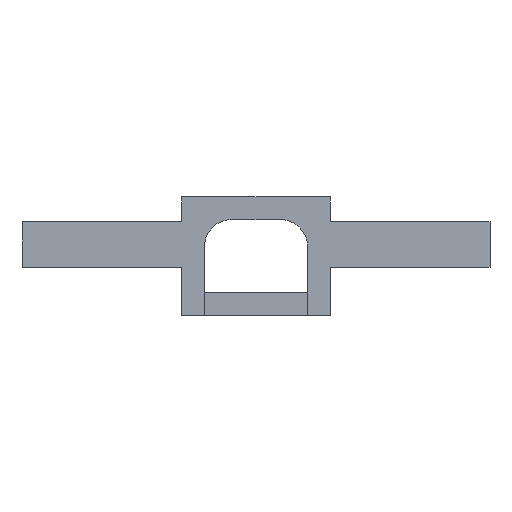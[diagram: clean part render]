
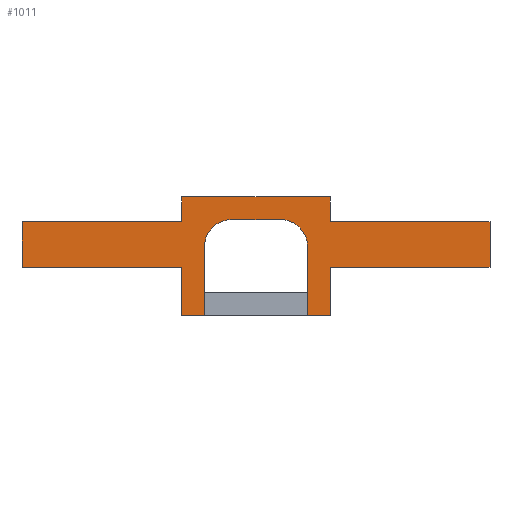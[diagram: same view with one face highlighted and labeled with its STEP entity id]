
A CAD part, top view. The second image highlights one B-rep face of the part: STEP entity #1011.
In plain terms, the highlighted planar face has unit normal (0, 0, 1).
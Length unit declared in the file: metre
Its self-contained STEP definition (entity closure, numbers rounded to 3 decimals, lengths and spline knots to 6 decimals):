
#8 = CARTESIAN_POINT('NONE', (0.27305, 0.809784, 0.127));
#9 = VERTEX_POINT('NONE', #8);
#10 = CARTESIAN_POINT('NONE', (0, 0.809784, 0.127));
#11 = VERTEX_POINT('NONE', #10);
#14 = CARTESIAN_POINT('NONE', (0.574834, 0.508, 0.127));
#15 = VERTEX_POINT('NONE', #14);
#18 = CARTESIAN_POINT('NONE', (0.574834, -0.254, 0.127));
#19 = VERTEX_POINT('NONE', #18);
#22 = CARTESIAN_POINT('NONE', (0.828834, -0.254, 0.127));
#23 = VERTEX_POINT('NONE', #22);
#26 = CARTESIAN_POINT('NONE', (0.828834, 0.277892, 0.127));
#27 = VERTEX_POINT('NONE', #26);
#30 = CARTESIAN_POINT('NONE', (2.606834, 0.277892, 0.127));
#31 = VERTEX_POINT('NONE', #30);
#34 = CARTESIAN_POINT('NONE', (2.606834, 0.785892, 0.127));
#35 = VERTEX_POINT('NONE', #34);
#38 = CARTESIAN_POINT('NONE', (0.828834, 0.785892, 0.127));
#39 = VERTEX_POINT('NONE', #38);
#42 = CARTESIAN_POINT('NONE', (0.828834, 1.063784, 0.127));
#43 = VERTEX_POINT('NONE', #42);
#46 = CARTESIAN_POINT('NONE', (-0.828834, 1.063784, 0.127));
#47 = VERTEX_POINT('NONE', #46);
#50 = CARTESIAN_POINT('NONE', (-0.828834, 0.785892, 0.127));
#51 = VERTEX_POINT('NONE', #50);
#54 = CARTESIAN_POINT('NONE', (-2.606834, 0.785892, 0.127));
#55 = VERTEX_POINT('NONE', #54);
#58 = CARTESIAN_POINT('NONE', (-2.606834, 0.277892, 0.127));
#59 = VERTEX_POINT('NONE', #58);
#62 = CARTESIAN_POINT('NONE', (-0.828834, 0.277892, 0.127));
#63 = VERTEX_POINT('NONE', #62);
#66 = CARTESIAN_POINT('NONE', (-0.828834, -0.254, 0.127));
#67 = VERTEX_POINT('NONE', #66);
#70 = CARTESIAN_POINT('NONE', (-0.574834, -0.254, 0.127));
#71 = VERTEX_POINT('NONE', #70);
#74 = CARTESIAN_POINT('NONE', (-0.574834, 0.508, 0.127));
#75 = VERTEX_POINT('NONE', #74);
#78 = CARTESIAN_POINT('NONE', (-0.27305, 0.809784, 0.127));
#79 = VERTEX_POINT('NONE', #78);
#136 = DIRECTION('NONE', (1, 0, 0));
#137 = VECTOR('NONE', #136, 1);
#138 = CARTESIAN_POINT('NONE', (0, 0.809784, 0.127));
#139 = LINE('NONE', #138, #137);
#152 = CARTESIAN_POINT('NONE', (0.27305, 0.809784, 0.127));
#153 = CARTESIAN_POINT('NONE', (0.574834, 0.809784, 0.127));
#154 = CARTESIAN_POINT('NONE', (0.574834, 0.508, 0.127));
#155 = (
  BOUNDED_CURVE()
  B_SPLINE_CURVE(2, (#152, #153, #154), .UNSPECIFIED., .F., .F.)
  B_SPLINE_CURVE_WITH_KNOTS((3, 3), (273.05, 274.05), .UNSPECIFIED.)
  CURVE()
  GEOMETRIC_REPRESENTATION_ITEM()
  RATIONAL_B_SPLINE_CURVE((1, 0.707, 1))
  REPRESENTATION_ITEM('NONE')
);
#164 = DIRECTION('NONE', (0, -1, 0));
#165 = VECTOR('NONE', #164, 1);
#166 = CARTESIAN_POINT('NONE', (0.574834, 0.508, 0.127));
#167 = LINE('NONE', #166, #165);
#176 = DIRECTION('NONE', (1, 0, 0));
#177 = VECTOR('NONE', #176, 1);
#178 = CARTESIAN_POINT('NONE', (0.574834, -0.254, 0.127));
#179 = LINE('NONE', #178, #177);
#188 = DIRECTION('NONE', (0, 1, 0));
#189 = VECTOR('NONE', #188, 1);
#190 = CARTESIAN_POINT('NONE', (0.828834, -0.254, 0.127));
#191 = LINE('NONE', #190, #189);
#200 = DIRECTION('NONE', (1, 0, 0));
#201 = VECTOR('NONE', #200, 1);
#202 = CARTESIAN_POINT('NONE', (0.828834, 0.277892, 0.127));
#203 = LINE('NONE', #202, #201);
#212 = DIRECTION('NONE', (0, 1, 0));
#213 = VECTOR('NONE', #212, 1);
#214 = CARTESIAN_POINT('NONE', (2.606834, 0.277892, 0.127));
#215 = LINE('NONE', #214, #213);
#224 = DIRECTION('NONE', (-1, 0, 0));
#225 = VECTOR('NONE', #224, 1);
#226 = CARTESIAN_POINT('NONE', (2.606834, 0.785892, 0.127));
#227 = LINE('NONE', #226, #225);
#236 = DIRECTION('NONE', (0, 1, 0));
#237 = VECTOR('NONE', #236, 1);
#238 = CARTESIAN_POINT('NONE', (0.828834, 0.785892, 0.127));
#239 = LINE('NONE', #238, #237);
#248 = DIRECTION('NONE', (-1, 0, 0));
#249 = VECTOR('NONE', #248, 1);
#250 = CARTESIAN_POINT('NONE', (0.828834, 1.063784, 0.127));
#251 = LINE('NONE', #250, #249);
#260 = DIRECTION('NONE', (0, -1, 0));
#261 = VECTOR('NONE', #260, 1);
#262 = CARTESIAN_POINT('NONE', (-0.828834, 1.063784, 0.127));
#263 = LINE('NONE', #262, #261);
#272 = DIRECTION('NONE', (-1, 0, 0));
#273 = VECTOR('NONE', #272, 1);
#274 = CARTESIAN_POINT('NONE', (-0.828834, 0.785892, 0.127));
#275 = LINE('NONE', #274, #273);
#284 = DIRECTION('NONE', (0, -1, 0));
#285 = VECTOR('NONE', #284, 1);
#286 = CARTESIAN_POINT('NONE', (-2.606834, 0.785892, 0.127));
#287 = LINE('NONE', #286, #285);
#296 = DIRECTION('NONE', (1, 0, 0));
#297 = VECTOR('NONE', #296, 1);
#298 = CARTESIAN_POINT('NONE', (-2.606834, 0.277892, 0.127));
#299 = LINE('NONE', #298, #297);
#308 = DIRECTION('NONE', (0, -1, 0));
#309 = VECTOR('NONE', #308, 1);
#310 = CARTESIAN_POINT('NONE', (-0.828834, 0.277892, 0.127));
#311 = LINE('NONE', #310, #309);
#320 = DIRECTION('NONE', (1, 0, 0));
#321 = VECTOR('NONE', #320, 1);
#322 = CARTESIAN_POINT('NONE', (-0.828834, -0.254, 0.127));
#323 = LINE('NONE', #322, #321);
#332 = DIRECTION('NONE', (0, 1, 0));
#333 = VECTOR('NONE', #332, 1);
#334 = CARTESIAN_POINT('NONE', (-0.574834, -0.254, 0.127));
#335 = LINE('NONE', #334, #333);
#344 = CARTESIAN_POINT('NONE', (-0.574834, 0.508, 0.127));
#345 = CARTESIAN_POINT('NONE', (-0.574834, 0.809784, 0.127));
#346 = CARTESIAN_POINT('NONE', (-0.27305, 0.809784, 0.127));
#347 = (
  BOUNDED_CURVE()
  B_SPLINE_CURVE(2, (#344, #345, #346), .UNSPECIFIED., .F., .F.)
  B_SPLINE_CURVE_WITH_KNOTS((3, 3), (13711.285, 13712.285), .UNSPECIFIED.)
  CURVE()
  GEOMETRIC_REPRESENTATION_ITEM()
  RATIONAL_B_SPLINE_CURVE((1, 0.707, 1))
  REPRESENTATION_ITEM('NONE')
);
#352 = DIRECTION('NONE', (1, 0., 0));
#353 = VECTOR('NONE', #352, 1);
#354 = CARTESIAN_POINT('NONE', (-0.27305, 0.809784, 0.127));
#355 = LINE('NONE', #354, #353);
#502 = EDGE_CURVE('NONE', #11, #9, #139, .T.);
#506 = EDGE_CURVE('NONE', #9, #15, #155, .T.);
#509 = EDGE_CURVE('NONE', #15, #19, #167, .T.);
#512 = EDGE_CURVE('NONE', #19, #23, #179, .T.);
#515 = EDGE_CURVE('NONE', #23, #27, #191, .T.);
#518 = EDGE_CURVE('NONE', #27, #31, #203, .T.);
#521 = EDGE_CURVE('NONE', #31, #35, #215, .T.);
#524 = EDGE_CURVE('NONE', #35, #39, #227, .T.);
#527 = EDGE_CURVE('NONE', #39, #43, #239, .T.);
#530 = EDGE_CURVE('NONE', #43, #47, #251, .T.);
#533 = EDGE_CURVE('NONE', #47, #51, #263, .T.);
#536 = EDGE_CURVE('NONE', #51, #55, #275, .T.);
#539 = EDGE_CURVE('NONE', #55, #59, #287, .T.);
#542 = EDGE_CURVE('NONE', #59, #63, #299, .T.);
#545 = EDGE_CURVE('NONE', #63, #67, #311, .T.);
#548 = EDGE_CURVE('NONE', #67, #71, #323, .T.);
#551 = EDGE_CURVE('NONE', #71, #75, #335, .T.);
#554 = EDGE_CURVE('NONE', #75, #79, #347, .T.);
#556 = EDGE_CURVE('NONE', #79, #11, #355, .T.);
#708 = ORIENTED_EDGE('NONE', *, *, #502, .T.);
#709 = ORIENTED_EDGE('NONE', *, *, #506, .T.);
#710 = ORIENTED_EDGE('NONE', *, *, #509, .T.);
#711 = ORIENTED_EDGE('NONE', *, *, #512, .T.);
#712 = ORIENTED_EDGE('NONE', *, *, #515, .T.);
#713 = ORIENTED_EDGE('NONE', *, *, #518, .T.);
#714 = ORIENTED_EDGE('NONE', *, *, #521, .T.);
#715 = ORIENTED_EDGE('NONE', *, *, #524, .T.);
#716 = ORIENTED_EDGE('NONE', *, *, #527, .T.);
#717 = ORIENTED_EDGE('NONE', *, *, #530, .T.);
#718 = ORIENTED_EDGE('NONE', *, *, #533, .T.);
#719 = ORIENTED_EDGE('NONE', *, *, #536, .T.);
#720 = ORIENTED_EDGE('NONE', *, *, #539, .T.);
#721 = ORIENTED_EDGE('NONE', *, *, #542, .T.);
#722 = ORIENTED_EDGE('NONE', *, *, #545, .T.);
#723 = ORIENTED_EDGE('NONE', *, *, #548, .T.);
#724 = ORIENTED_EDGE('NONE', *, *, #551, .T.);
#725 = ORIENTED_EDGE('NONE', *, *, #554, .T.);
#726 = ORIENTED_EDGE('NONE', *, *, #556, .T.);
#727 = EDGE_LOOP('NONE', (#708, #709, #710, #711, #712, #713, #714, #715, #716, #717, #718, #719, #720, #721, #722, #723, #724, #725, #726));
#904 = CARTESIAN_POINT('NONE', (0, 0, 0.127));
#905 = DIRECTION('NONE', (0, 0, 1));
#906 = AXIS2_PLACEMENT_3D('NONE', #904, #905, $);
#907 = PLANE('NONE', #906);
#1010 = FACE_OUTER_BOUND('NONE', #727, .T.);
#1011 = ADVANCED_FACE('NONE', (#1010), #907, .T.);
